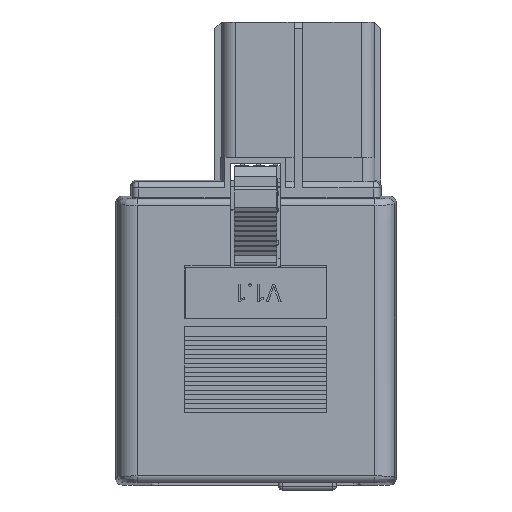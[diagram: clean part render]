
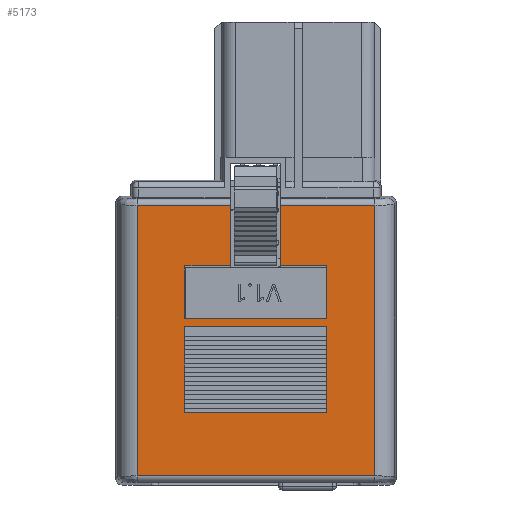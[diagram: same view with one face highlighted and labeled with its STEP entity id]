
A CAD part, top view. The second image highlights one B-rep face of the part: STEP entity #5173.
In plain terms, the highlighted face is planar.
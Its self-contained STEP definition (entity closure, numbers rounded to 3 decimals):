
#744=DIRECTION('',(1.,0.,0.));
#745=VECTOR('',#744,22.);
#746=CARTESIAN_POINT('',(10.705,24.505,-11.6));
#747=LINE('',#746,#745);
#748=DIRECTION('',(0.,-1.,0.));
#749=VECTOR('',#748,13.3);
#750=CARTESIAN_POINT('',(32.705,24.505,-11.6));
#751=LINE('',#750,#749);
#752=DIRECTION('',(-1.,0.,0.));
#753=VECTOR('',#752,22.);
#754=CARTESIAN_POINT('',(32.705,11.205,-11.6));
#755=LINE('',#754,#753);
#756=DIRECTION('',(0.,1.,0.));
#757=VECTOR('',#756,13.3);
#758=CARTESIAN_POINT('',(10.705,11.205,-11.6));
#759=LINE('',#758,#757);
#760=DIRECTION('',(-1.,0.,0.));
#761=VECTOR('',#760,14.408);
#762=CARTESIAN_POINT('',(40.108,43.329,-11.6));
#763=LINE('',#762,#761);
#764=DIRECTION('',(0.,-1.,0.));
#765=VECTOR('',#764,9.425);
#766=CARTESIAN_POINT('',(25.7,43.329,-11.6));
#767=LINE('',#766,#765);
#768=DIRECTION('',(1.,0.,0.));
#769=VECTOR('',#768,7.005);
#770=CARTESIAN_POINT('',(25.7,33.905,-11.6));
#771=LINE('',#770,#769);
#772=DIRECTION('',(0.,-1.,0.));
#773=VECTOR('',#772,8.2);
#774=CARTESIAN_POINT('',(32.705,33.905,-11.6));
#775=LINE('',#774,#773);
#776=DIRECTION('',(-1.,0.,0.));
#777=VECTOR('',#776,22.);
#778=CARTESIAN_POINT('',(32.705,25.705,-11.6));
#779=LINE('',#778,#777);
#780=DIRECTION('',(0.,1.,0.));
#781=VECTOR('',#780,8.2);
#782=CARTESIAN_POINT('',(10.705,25.705,-11.6));
#783=LINE('',#782,#781);
#784=DIRECTION('',(1.,0.,0.));
#785=VECTOR('',#784,7.195);
#786=CARTESIAN_POINT('',(10.705,33.905,-11.6));
#787=LINE('',#786,#785);
#788=DIRECTION('',(0.,-1.,0.));
#789=VECTOR('',#788,9.425);
#790=CARTESIAN_POINT('',(17.9,43.329,-11.6));
#791=LINE('',#790,#789);
#792=DIRECTION('',(1.,0.,0.));
#793=VECTOR('',#792,14.598);
#794=CARTESIAN_POINT('',(3.302,43.329,-11.6));
#795=LINE('',#794,#793);
#796=DIRECTION('',(-1.,0.,0.));
#797=VECTOR('',#796,36.806);
#798=CARTESIAN_POINT('',(40.108,1.371,-11.6));
#799=LINE('',#798,#797);
#1917=DIRECTION('',(0.,-1.,0.));
#1918=VECTOR('',#1917,41.958);
#1919=CARTESIAN_POINT('',(40.108,43.329,-11.6));
#1920=LINE('',#1919,#1918);
#2022=CARTESIAN_POINT('',(3.302,1.371,-11.6));
#2033=DIRECTION('',(0.,1.,0.));
#2034=VECTOR('',#2033,41.958);
#2035=CARTESIAN_POINT('',(3.302,1.371,-11.6));
#2036=LINE('',#2035,#2034);
#3544=CARTESIAN_POINT('',(10.705,25.705,-11.6));
#3545=CARTESIAN_POINT('',(10.705,33.905,-11.6));
#3546=VERTEX_POINT('',#3544);
#3547=VERTEX_POINT('',#3545);
#3548=CARTESIAN_POINT('',(17.9,33.905,-11.6));
#3549=VERTEX_POINT('',#3548);
#3550=CARTESIAN_POINT('',(25.7,33.905,-11.6));
#3551=CARTESIAN_POINT('',(32.705,33.905,-11.6));
#3552=VERTEX_POINT('',#3550);
#3553=VERTEX_POINT('',#3551);
#3554=CARTESIAN_POINT('',(32.705,25.705,-11.6));
#3555=VERTEX_POINT('',#3554);
#3564=CARTESIAN_POINT('',(10.705,24.505,-11.6));
#3565=CARTESIAN_POINT('',(32.705,24.505,-11.6));
#3566=VERTEX_POINT('',#3564);
#3567=VERTEX_POINT('',#3565);
#3568=CARTESIAN_POINT('',(32.705,11.205,-11.6));
#3569=VERTEX_POINT('',#3568);
#3570=CARTESIAN_POINT('',(10.705,11.205,-11.6));
#3571=VERTEX_POINT('',#3570);
#4086=CARTESIAN_POINT('',(25.7,43.329,-11.6));
#4088=VERTEX_POINT('',#4086);
#4089=CARTESIAN_POINT('',(40.108,43.329,-11.6));
#4090=VERTEX_POINT('',#4089);
#4093=CARTESIAN_POINT('',(17.9,43.329,-11.6));
#4095=VERTEX_POINT('',#4093);
#4099=CARTESIAN_POINT('',(3.302,43.329,-11.6));
#4100=VERTEX_POINT('',#4099);
#4103=VERTEX_POINT('',#2022);
#4105=CARTESIAN_POINT('',(40.108,1.371,-11.6));
#4106=VERTEX_POINT('',#4105);
#5134=CARTESIAN_POINT('',(0.,0.,-11.6));
#5135=DIRECTION('',(0.,0.,1.));
#5136=DIRECTION('',(1.,0.,0.));
#5137=AXIS2_PLACEMENT_3D('',#5134,#5135,#5136);
#5138=PLANE('',#5137);
#5139=ORIENTED_EDGE('',*,*,#5125,.T.);
#5140=ORIENTED_EDGE('',*,*,#5114,.T.);
#5142=ORIENTED_EDGE('',*,*,#5141,.T.);
#5144=ORIENTED_EDGE('',*,*,#5143,.T.);
#5146=ORIENTED_EDGE('',*,*,#5145,.T.);
#5148=ORIENTED_EDGE('',*,*,#5147,.T.);
#5150=ORIENTED_EDGE('',*,*,#5149,.T.);
#5152=ORIENTED_EDGE('',*,*,#5151,.F.);
#5154=ORIENTED_EDGE('',*,*,#5153,.F.);
#5156=ORIENTED_EDGE('',*,*,#5155,.F.);
#5158=ORIENTED_EDGE('',*,*,#5157,.F.);
#5160=ORIENTED_EDGE('',*,*,#5159,.F.);
#5161=EDGE_LOOP('',(#5139,#5140,#5142,#5144,#5146,#5148,#5150,#5152,#5154,#5156,
#5158,#5160));
#5162=FACE_OUTER_BOUND('',#5161,.F.);
#5164=ORIENTED_EDGE('',*,*,#5163,.T.);
#5166=ORIENTED_EDGE('',*,*,#5165,.T.);
#5168=ORIENTED_EDGE('',*,*,#5167,.T.);
#5170=ORIENTED_EDGE('',*,*,#5169,.T.);
#5171=EDGE_LOOP('',(#5164,#5166,#5168,#5170));
#5172=FACE_BOUND('',#5171,.F.);
#5173=ADVANCED_FACE('',(#5162,#5172),#5138,.F.);
#5114=EDGE_CURVE('',#4088,#3552,#767,.T.);
#5125=EDGE_CURVE('',#4090,#4088,#763,.T.);
#5141=EDGE_CURVE('',#3552,#3553,#771,.T.);
#5143=EDGE_CURVE('',#3553,#3555,#775,.T.);
#5145=EDGE_CURVE('',#3555,#3546,#779,.T.);
#5147=EDGE_CURVE('',#3546,#3547,#783,.T.);
#5149=EDGE_CURVE('',#3547,#3549,#787,.T.);
#5151=EDGE_CURVE('',#4095,#3549,#791,.T.);
#5153=EDGE_CURVE('',#4100,#4095,#795,.T.);
#5155=EDGE_CURVE('',#4103,#4100,#2036,.T.);
#5157=EDGE_CURVE('',#4106,#4103,#799,.T.);
#5159=EDGE_CURVE('',#4090,#4106,#1920,.T.);
#5163=EDGE_CURVE('',#3566,#3567,#747,.T.);
#5165=EDGE_CURVE('',#3567,#3569,#751,.T.);
#5167=EDGE_CURVE('',#3569,#3571,#755,.T.);
#5169=EDGE_CURVE('',#3571,#3566,#759,.T.);
